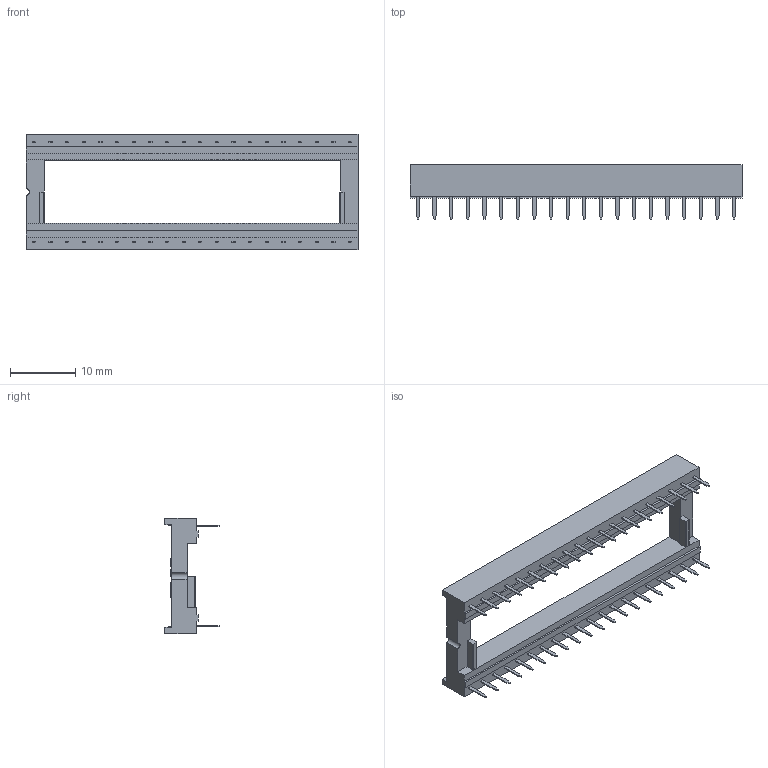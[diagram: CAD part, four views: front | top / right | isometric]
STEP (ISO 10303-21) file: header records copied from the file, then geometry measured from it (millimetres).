
FILE_DESCRIPTION (( 'STEP AP214' ), '1' );
FILE_NAME ('User Library-DIP40-600-1.STEP', '2017-04-01T14:06:58', ( 'Windows User' ), ( '' ), 'SwSTEP 2.0', 'SolidWorks 2017', '' );
FILE_SCHEMA (( 'AUTOMOTIVE_DESIGN' ));
Length unit declared in the file: millimetre
Products named in the file (1): User Library-DIP40-600-1
Bounding box: 50.7 x 8.3 x 17.6 mm (x, y, z)
Volume: 1779.3 mm3; surface area: 2458.1 mm2
Topology: 1 solids, 1 shells, 869 faces, 2334 edges, 1512 vertices
Faces by surface type: plane 761, cylinder 84, bspline 24
Entity records: 35301 total; most frequent: CARTESIAN_POINT 6030, ORIENTED_EDGE 4668, DIRECTION 4033, EDGE_CURVE 2334, LINE 2153, VECTOR 2153, VERTEX_POINT 1512, AXIS2_PLACEMENT_3D 940
